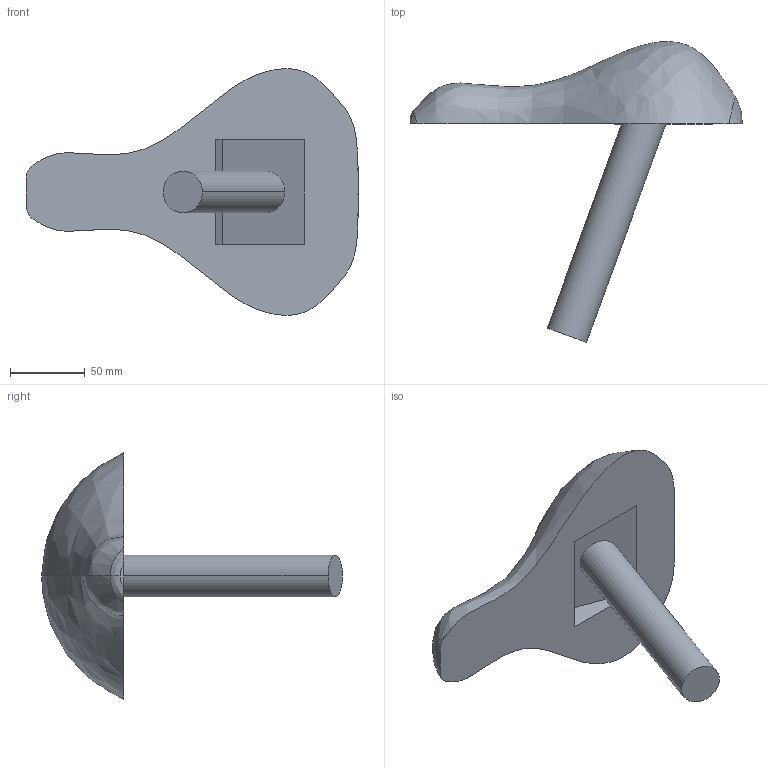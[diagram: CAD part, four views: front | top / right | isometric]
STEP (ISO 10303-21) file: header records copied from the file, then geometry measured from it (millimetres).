
FILE_DESCRIPTION (( 'STEP AP203' ), '1' );
FILE_NAME ('seat.STEP', '2020-11-25T17:07:21', ( '' ), ( '' ), 'SwSTEP 2.0', 'SolidWorks 2019', '' );
FILE_SCHEMA (( 'CONFIG_CONTROL_DESIGN' ));
Length unit declared in the file: millimetre
Products named in the file (1): seat
Bounding box: 222.48 x 201.63 x 165.09 mm (x, y, z)
Volume: 693472.4 mm3; surface area: 71825 mm2
Topology: 1 solids, 1 shells, 16 faces, 36 edges, 24 vertices
Faces by surface type: plane 8, bspline 6, cylinder 2
Entity records: 1383 total; most frequent: CARTESIAN_POINT 995, ORIENTED_EDGE 72, DIRECTION 45, EDGE_CURVE 36, VERTEX_POINT 24, EDGE_LOOP 18, B_SPLINE_CURVE_WITH_KNOTS 17, FACE_OUTER_BOUND 16
